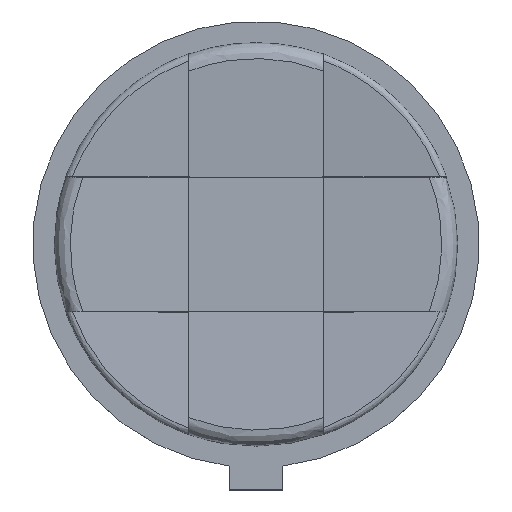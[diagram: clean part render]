
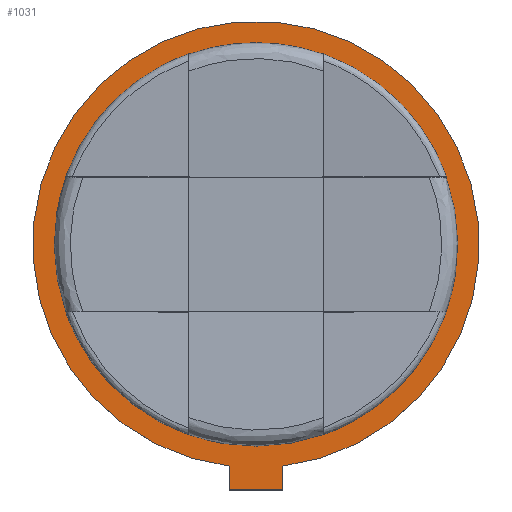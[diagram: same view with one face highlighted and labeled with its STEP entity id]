
A CAD part, top view. The second image highlights one B-rep face of the part: STEP entity #1031.
In plain terms, the highlighted planar face has unit normal (0, 0, 1).
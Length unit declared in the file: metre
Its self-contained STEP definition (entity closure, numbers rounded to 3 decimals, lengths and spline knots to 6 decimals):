
#71=PLANE('',#1112);
#107=CIRCLE('',#1106,0.01905);
#110=CIRCLE('',#1113,0.017209);
#151=ORIENTED_EDGE('',*,*,#464,.T.);
#152=ORIENTED_EDGE('',*,*,#450,.F.);
#153=ORIENTED_EDGE('',*,*,#465,.T.);
#154=ORIENTED_EDGE('',*,*,#466,.T.);
#155=ORIENTED_EDGE('',*,*,#467,.T.);
#450=EDGE_CURVE('',#607,#605,#107,.T.);
#464=EDGE_CURVE('',#620,#620,#110,.T.);
#465=EDGE_CURVE('',#607,#621,#714,.T.);
#466=EDGE_CURVE('',#621,#622,#715,.T.);
#467=EDGE_CURVE('',#622,#605,#716,.T.);
#605=VERTEX_POINT('',#1453);
#607=VERTEX_POINT('',#1457);
#620=VERTEX_POINT('',#1489);
#621=VERTEX_POINT('',#1491);
#622=VERTEX_POINT('',#1493);
#714=LINE('',#1490,#808);
#715=LINE('',#1492,#809);
#716=LINE('',#1494,#810);
#808=VECTOR('',#1222,1.);
#809=VECTOR('',#1223,1.);
#810=VECTOR('',#1224,1.);
#893=EDGE_LOOP('',(#151));
#894=EDGE_LOOP('',(#152,#153,#154,#155));
#959=FACE_BOUND('',#893,.T.);
#960=FACE_BOUND('',#894,.T.);
#1031=ADVANCED_FACE('',(#959,#960),#71,.F.);
#1106=AXIS2_PLACEMENT_3D('',#1458,#1195,#1196);
#1112=AXIS2_PLACEMENT_3D('',#1487,#1218,#1219);
#1113=AXIS2_PLACEMENT_3D('',#1488,#1220,#1221);
#1195=DIRECTION('',(0.,0.,-1.));
#1196=DIRECTION('',(0.,1.,0.));
#1218=DIRECTION('',(0.,0.,-1.));
#1219=DIRECTION('',(1.,0.,0.));
#1220=DIRECTION('',(0.,0.,-1.));
#1221=DIRECTION('',(0.,1.,0.));
#1222=DIRECTION('',(0.,-1.,0.));
#1223=DIRECTION('',(1.,0.,0.));
#1224=DIRECTION('',(0.,1.,0.));
#1453=CARTESIAN_POINT('',(-0.044647,-0.010763,0.010203));
#1457=CARTESIAN_POINT('',(-0.049219,-0.010763,0.010203));
#1458=CARTESIAN_POINT('',(-0.046933,0.00815,0.010203));
#1487=CARTESIAN_POINT('',(-0.046933,0.00815,0.010203));
#1488=CARTESIAN_POINT('',(-0.046933,0.00815,0.010203));
#1489=CARTESIAN_POINT('',(-0.046933,0.025358,0.010203));
#1490=CARTESIAN_POINT('',(-0.049219,-0.011782,0.010203));
#1491=CARTESIAN_POINT('',(-0.049219,-0.012802,0.010203));
#1492=CARTESIAN_POINT('',(-0.046933,-0.012802,0.010203));
#1493=CARTESIAN_POINT('',(-0.044647,-0.012802,0.010203));
#1494=CARTESIAN_POINT('',(-0.044647,-0.011782,0.010203));
